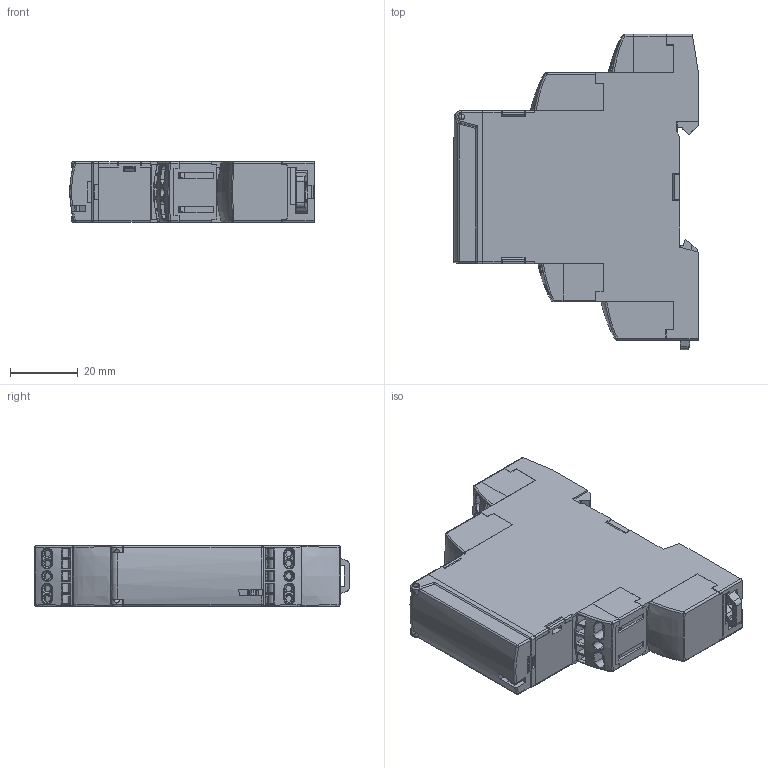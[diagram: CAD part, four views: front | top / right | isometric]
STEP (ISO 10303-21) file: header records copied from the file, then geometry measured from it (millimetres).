
FILE_DESCRIPTION(('STEP AP242'),'1');
FILE_NAME('re17lamws.stp','2021-09-26T03:21:16',('TraceParts'),('TraceParts S.A.'),'Spatial InterOp 3D',' ',' ');
FILE_SCHEMA(('AP242_MANAGED_MODEL_BASED_3D_ENGINEERING_MIM_LF {1 0 10303 442 1 1 4}'));
Length unit declared in the file: millimetre
Products named in the file (1): re17lamws_1
Bounding box: 72 x 92.8 x 17.9 mm (x, y, z)
Volume: 28383.5 mm3; surface area: 47899.6 mm2
Topology: 30 solids, 30 shells, 3926 faces, 11098 edges, 7215 vertices
Faces by surface type: plane 2763, cylinder 764, cone 173, torus 113, bspline 81, sphere 32
Entity records: 132605 total; most frequent: CARTESIAN_POINT 30869, ORIENTED_EDGE 22114, DIRECTION 19957, EDGE_CURVE 11057, LINE 8525, VECTOR 8525, VERTEX_POINT 7205, AXIS2_PLACEMENT_3D 5716
